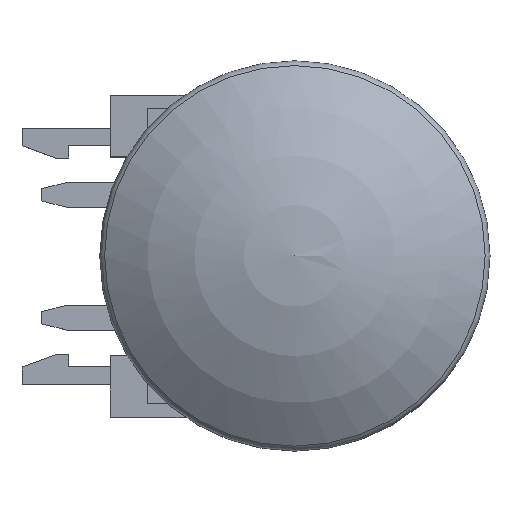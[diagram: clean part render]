
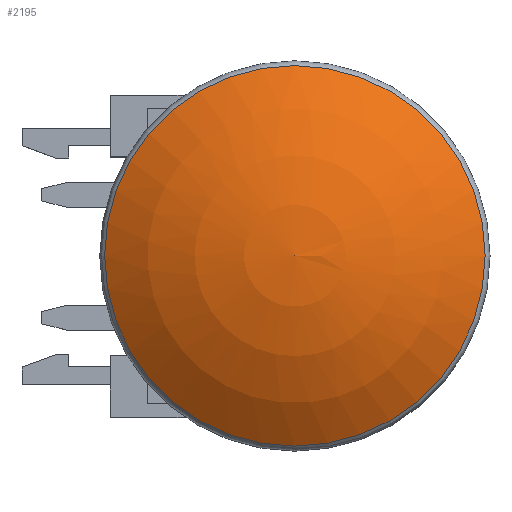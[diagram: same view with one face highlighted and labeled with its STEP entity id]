
A CAD part, top view. The second image highlights one B-rep face of the part: STEP entity #2195.
In plain terms, the highlighted spherical face has radius 12.794 mm.
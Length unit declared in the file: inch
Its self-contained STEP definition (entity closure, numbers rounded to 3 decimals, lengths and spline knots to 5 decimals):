
#2175=CARTESIAN_POINT('',(0.0,-0.30472,0.37679));
#2176=VERTEX_POINT('',#2175);
#2177=CARTESIAN_POINT('',(0.,0.,0.37679));
#2178=DIRECTION('',(0.0,0.0,-1.0));
#2179=DIRECTION('',(0.0,1.0,0.0));
#2180=AXIS2_PLACEMENT_3D('',#2177,#2178,#2179);
#2181=CIRCLE('',#2180,0.30472);
#2182=EDGE_CURVE('',#2176,#2176,#2181,.T.);
#2187=CARTESIAN_POINT('',(0.0,0.,-0.02427));
#2188=DIRECTION('',(0.0,0.0,1.0));
#2189=DIRECTION('',(1.0,0.0,0.0));
#2190=AXIS2_PLACEMENT_3D('',#2187,#2188,#2189);
#2191=SPHERICAL_SURFACE('',#2190,0.50369);
#2192=ORIENTED_EDGE('',*,*,#2182,.F.);
#2193=EDGE_LOOP('',(#2192));
#2194=FACE_OUTER_BOUND('',#2193,.T.);
#2195=ADVANCED_FACE('',(#2194),#2191,.T.);
